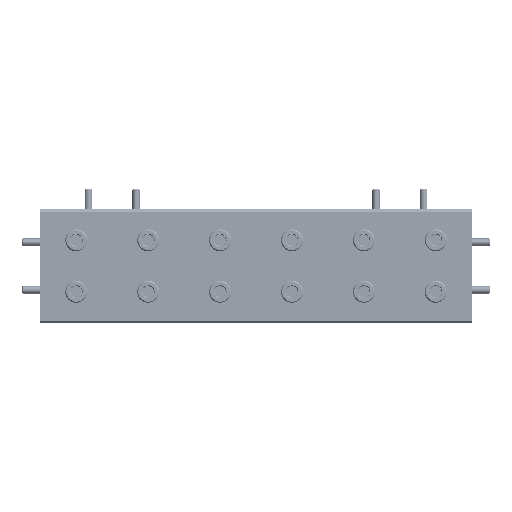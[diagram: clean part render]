
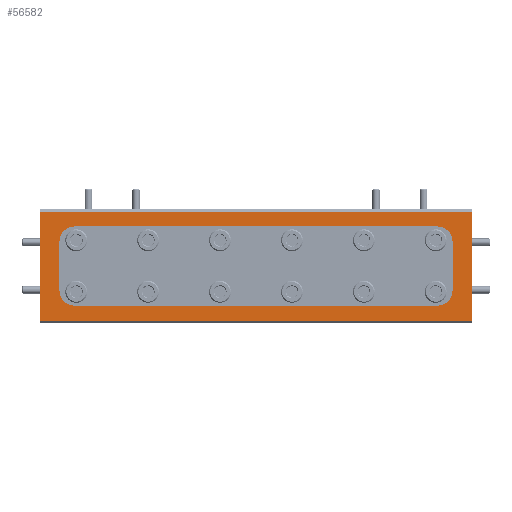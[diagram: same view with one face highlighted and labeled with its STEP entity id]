
A CAD part, front view. The second image highlights one B-rep face of the part: STEP entity #56582.
In plain terms, the highlighted planar face has unit normal (0, -1, 0).
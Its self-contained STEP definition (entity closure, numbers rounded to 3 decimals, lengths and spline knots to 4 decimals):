
#233 = DIRECTION ( 'NONE',  ( 0., 0., -1. ) ) ;
#278 = CARTESIAN_POINT ( 'NONE',  ( -2.6674, 0.2754, -0.1906 ) ) ;
#366 = EDGE_CURVE ( 'NONE', #43313, #26407, #29575, .T. ) ;
#407 = AXIS2_PLACEMENT_3D ( 'NONE', #51147, #61787, #32629 ) ;
#805 = EDGE_CURVE ( 'NONE', #33764, #13921, #8167, .T. ) ;
#864 = DIRECTION ( 'NONE',  ( 0., 1., 0. ) ) ;
#1320 = VERTEX_POINT ( 'NONE', #3022 ) ;
#3022 = CARTESIAN_POINT ( 'NONE',  ( 0.6476, 0.2754, 0.5944 ) ) ;
#3407 = ORIENTED_EDGE ( 'NONE', *, *, #37859, .T. ) ;
#3419 = EDGE_CURVE ( 'NONE', #49569, #9650, #7289, .T. ) ;
#4861 = CARTESIAN_POINT ( 'NONE',  ( -1.1524, 0.2754, 0.4694 ) ) ;
#5885 = CARTESIAN_POINT ( 'NONE',  ( 0.4876, 0.2754, -0.0656 ) ) ;
#6385 = DIRECTION ( 'NONE',  ( 0., 0., -1. ) ) ;
#7074 = LINE ( 'NONE', #13966, #48172 ) ;
#7289 = CIRCLE ( 'NONE', #407, 0.125 ) ;
#7971 = EDGE_CURVE ( 'NONE', #62020, #54548, #20503, .T. ) ;
#8167 = LINE ( 'NONE', #50954, #56912 ) ;
#8244 = FACE_BOUND ( 'NONE', #22957, .T. ) ;
#9470 = ORIENTED_EDGE ( 'NONE', *, *, #17872, .T. ) ;
#9650 = VERTEX_POINT ( 'NONE', #31736 ) ;
#11597 = CARTESIAN_POINT ( 'NONE',  ( 0.4876, 0.2754, 0.3444 ) ) ;
#11671 = VECTOR ( 'NONE', #6385, 39.3701 ) ;
#12388 = CARTESIAN_POINT ( 'NONE',  ( -2.9524, 0.2754, 0.6144 ) ) ;
#12826 = EDGE_CURVE ( 'NONE', #13921, #62020, #42902, .T. ) ;
#13842 = CARTESIAN_POINT ( 'NONE',  ( 0.6476, 0.2754, 0.6144 ) ) ;
#13921 = VERTEX_POINT ( 'NONE', #47152 ) ;
#13966 = CARTESIAN_POINT ( 'NONE',  ( -1.1524, 0.2754, -0.3156 ) ) ;
#15080 = VECTOR ( 'NONE', #47102, 39.3701 ) ;
#15273 = DIRECTION ( 'NONE',  ( 1., 0., 0. ) ) ;
#16357 = AXIS2_PLACEMENT_3D ( 'NONE', #58070, #18922, #39353 ) ;
#16657 = ORIENTED_EDGE ( 'NONE', *, *, #3419, .T. ) ;
#17872 = EDGE_CURVE ( 'NONE', #26407, #46660, #7074, .T. ) ;
#18922 = DIRECTION ( 'NONE',  ( 0., 1., 0. ) ) ;
#19694 = AXIS2_PLACEMENT_3D ( 'NONE', #28633, #43290, #32874 ) ;
#19768 = VECTOR ( 'NONE', #15273, 39.3701 ) ;
#20425 = DIRECTION ( 'NONE',  ( 0., -1., 0. ) ) ;
#20503 = LINE ( 'NONE', #4861, #19768 ) ;
#21580 = AXIS2_PLACEMENT_3D ( 'NONE', #59184, #864, #233 ) ;
#22056 = ORIENTED_EDGE ( 'NONE', *, *, #366, .T. ) ;
#22957 = EDGE_LOOP ( 'NONE', ( #27484, #31855, #62710, #51726, #59914, #3407, #16657, #24609 ) ) ;
#23355 = DIRECTION ( 'NONE',  ( -1., 0., 0. ) ) ;
#23767 = EDGE_CURVE ( 'NONE', #54548, #52065, #37845, .T. ) ;
#24609 = ORIENTED_EDGE ( 'NONE', *, *, #62024, .T. ) ;
#26101 = DIRECTION ( 'NONE',  ( 0., 0., 1. ) ) ;
#26407 = VERTEX_POINT ( 'NONE', #29857 ) ;
#26769 = CARTESIAN_POINT ( 'NONE',  ( -1.1524, 0.2754, -0.1906 ) ) ;
#27484 = ORIENTED_EDGE ( 'NONE', *, *, #45265, .T. ) ;
#28633 = CARTESIAN_POINT ( 'NONE',  ( 0.3626, 0.2754, 0.3444 ) ) ;
#28767 = LINE ( 'NONE', #13842, #58416 ) ;
#29575 = LINE ( 'NONE', #12388, #15080 ) ;
#29857 = CARTESIAN_POINT ( 'NONE',  ( -2.9524, 0.2754, -0.3156 ) ) ;
#30652 = CARTESIAN_POINT ( 'NONE',  ( 0.4876, 0.2754, 0.1394 ) ) ;
#31736 = CARTESIAN_POINT ( 'NONE',  ( 0.3626, 0.2754, -0.1906 ) ) ;
#31855 = ORIENTED_EDGE ( 'NONE', *, *, #805, .T. ) ;
#32080 = DIRECTION ( 'NONE',  ( 1., 0., 0. ) ) ;
#32189 = LINE ( 'NONE', #30652, #11671 ) ;
#32629 = DIRECTION ( 'NONE',  ( 0., 0., -1. ) ) ;
#32874 = DIRECTION ( 'NONE',  ( 0., 0., -1. ) ) ;
#33109 = DIRECTION ( 'NONE',  ( 1., 0., 0. ) ) ;
#33764 = VERTEX_POINT ( 'NONE', #46265 ) ;
#34925 = LINE ( 'NONE', #26769, #57727 ) ;
#37845 = CIRCLE ( 'NONE', #19694, 0.125 ) ;
#37859 = EDGE_CURVE ( 'NONE', #52065, #49569, #32189, .T. ) ;
#39057 = VERTEX_POINT ( 'NONE', #278 ) ;
#39353 = DIRECTION ( 'NONE',  ( 0., 0., -1. ) ) ;
#39570 = CARTESIAN_POINT ( 'NONE',  ( 0.6476, 0.2754, -0.3156 ) ) ;
#41019 = FACE_OUTER_BOUND ( 'NONE', #58155, .T. ) ;
#41196 = ORIENTED_EDGE ( 'NONE', *, *, #60194, .F. ) ;
#42092 = EDGE_CURVE ( 'NONE', #46660, #1320, #28767, .T. ) ;
#42730 = CARTESIAN_POINT ( 'NONE',  ( -1.1524, 0.2754, 0.5944 ) ) ;
#42902 = CIRCLE ( 'NONE', #21580, 0.125 ) ;
#43290 = DIRECTION ( 'NONE',  ( 0., 1., 0. ) ) ;
#43313 = VERTEX_POINT ( 'NONE', #47614 ) ;
#43333 = CARTESIAN_POINT ( 'NONE',  ( 0.3626, 0.2754, 0.4694 ) ) ;
#44708 = PLANE ( 'NONE',  #54491 ) ;
#45265 = EDGE_CURVE ( 'NONE', #39057, #33764, #45554, .T. ) ;
#45554 = CIRCLE ( 'NONE', #16357, 0.125 ) ;
#46265 = CARTESIAN_POINT ( 'NONE',  ( -2.7924, 0.2754, -0.0656 ) ) ;
#46660 = VERTEX_POINT ( 'NONE', #39570 ) ;
#47102 = DIRECTION ( 'NONE',  ( 0., 0., -1. ) ) ;
#47152 = CARTESIAN_POINT ( 'NONE',  ( -2.7924, 0.2754, 0.3444 ) ) ;
#47614 = CARTESIAN_POINT ( 'NONE',  ( -2.9524, 0.2754, 0.5944 ) ) ;
#48172 = VECTOR ( 'NONE', #33109, 39.3701 ) ;
#49569 = VERTEX_POINT ( 'NONE', #5885 ) ;
#49572 = CARTESIAN_POINT ( 'NONE',  ( -1.1524, 0.2754, 0.1394 ) ) ;
#50954 = CARTESIAN_POINT ( 'NONE',  ( -2.7924, 0.2754, 0.1394 ) ) ;
#51147 = CARTESIAN_POINT ( 'NONE',  ( 0.3626, 0.2754, -0.0656 ) ) ;
#51415 = VECTOR ( 'NONE', #32080, 39.3701 ) ;
#51726 = ORIENTED_EDGE ( 'NONE', *, *, #7971, .T. ) ;
#52065 = VERTEX_POINT ( 'NONE', #11597 ) ;
#52327 = ORIENTED_EDGE ( 'NONE', *, *, #42092, .T. ) ;
#53193 = DIRECTION ( 'NONE',  ( 0., 0., 1. ) ) ;
#54489 = DIRECTION ( 'NONE',  ( 0., 0., -1. ) ) ;
#54491 = AXIS2_PLACEMENT_3D ( 'NONE', #49572, #20425, #54489 ) ;
#54548 = VERTEX_POINT ( 'NONE', #43333 ) ;
#55231 = LINE ( 'NONE', #42730, #51415 ) ;
#56582 = ADVANCED_FACE ( 'NONE', ( #41019, #8244 ), #44708, .T. ) ;
#56912 = VECTOR ( 'NONE', #26101, 39.3701 ) ;
#57727 = VECTOR ( 'NONE', #23355, 39.3701 ) ;
#58070 = CARTESIAN_POINT ( 'NONE',  ( -2.6674, 0.2754, -0.0656 ) ) ;
#58155 = EDGE_LOOP ( 'NONE', ( #52327, #41196, #22056, #9470 ) ) ;
#58416 = VECTOR ( 'NONE', #53193, 39.3701 ) ;
#59184 = CARTESIAN_POINT ( 'NONE',  ( -2.6674, 0.2754, 0.3444 ) ) ;
#59914 = ORIENTED_EDGE ( 'NONE', *, *, #23767, .T. ) ;
#60194 = EDGE_CURVE ( 'NONE', #43313, #1320, #55231, .T. ) ;
#61787 = DIRECTION ( 'NONE',  ( 0., 1., 0. ) ) ;
#62020 = VERTEX_POINT ( 'NONE', #62278 ) ;
#62024 = EDGE_CURVE ( 'NONE', #9650, #39057, #34925, .T. ) ;
#62278 = CARTESIAN_POINT ( 'NONE',  ( -2.6674, 0.2754, 0.4694 ) ) ;
#62710 = ORIENTED_EDGE ( 'NONE', *, *, #12826, .T. ) ;
